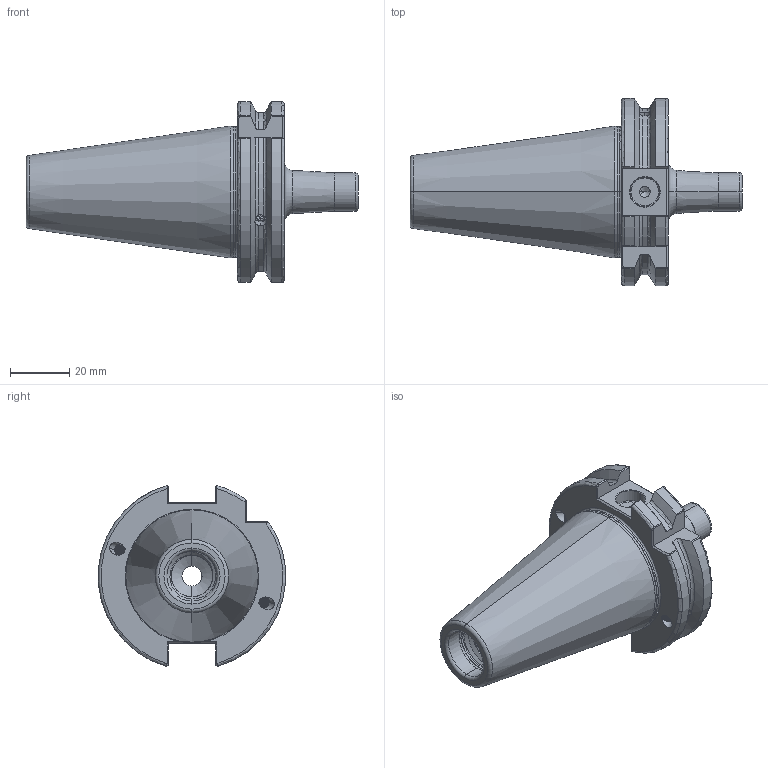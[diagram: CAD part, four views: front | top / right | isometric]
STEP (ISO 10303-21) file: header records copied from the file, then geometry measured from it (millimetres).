
FILE_DESCRIPTION (( 'STEP AP203' ), '1' );
FILE_NAME ('403.06.08.STEP', '2016-07-25T03:20:16', ( '' ), ( '' ), 'SwSTEP 2.0', 'SolidWorks 2012', '' );
FILE_SCHEMA (( 'CONFIG_CONTROL_DESIGN' ));
Length unit declared in the file: millimetre
Products named in the file (1): 403.06.08
Bounding box: 112.4 x 63.34 x 61.24 mm (x, y, z)
Volume: 102047 mm3; surface area: 24016.3 mm2
Topology: 1 solids, 1 shells, 285 faces, 781 edges, 487 vertices
Faces by surface type: cylinder 135, plane 52, torus 38, cone 35, bspline 25
Entity records: 18351 total; most frequent: CARTESIAN_POINT 11982, ORIENTED_EDGE 1534, DIRECTION 1089, EDGE_CURVE 767, VERTEX_POINT 487, AXIS2_PLACEMENT_3D 427, EDGE_LOOP 298, FACE_OUTER_BOUND 285
